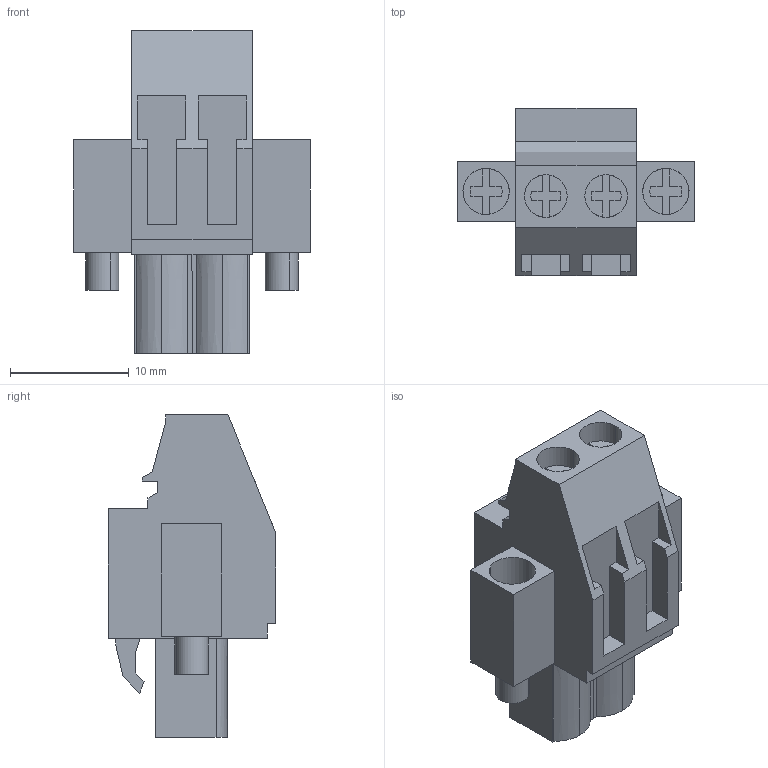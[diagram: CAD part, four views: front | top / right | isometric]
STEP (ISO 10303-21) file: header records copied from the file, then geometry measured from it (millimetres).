
FILE_DESCRIPTION(('CATIA V5 STEP','CAx-IF Rec.Pracs.--- Model Styling and Organization---1.2---2011-12-15'),'2;1');
FILE_NAME ('7246755_2_1949800000_1949800000.stp','2017-09-09T11:02:15+00:00',('none'),('Weidmueller'),'CATIA Version 5-6 Release 2014','CATIA V5 STEP AP214','none');
FILE_SCHEMA(('AUTOMOTIVE_DESIGN { 1 0 10303 214 1 1 1 1 }'));
Length unit declared in the file: millimetre
Products named in the file (1): 1949800000
Bounding box: 19.96 x 14.1 x 27.2 mm (x, y, z)
Volume: 2750.4 mm3; surface area: 2521.1 mm2
Topology: 5 solids, 5 shells, 222 faces, 587 edges, 392 vertices
Faces by surface type: plane 182, cylinder 36, extrusion 4
Entity records: 6791 total; most frequent: CARTESIAN_POINT 1346, ORIENTED_EDGE 1174, DIRECTION 973, EDGE_CURVE 587, VECTOR 495, LINE 491, VERTEX_POINT 392, AXIS2_PLACEMENT_3D 276
